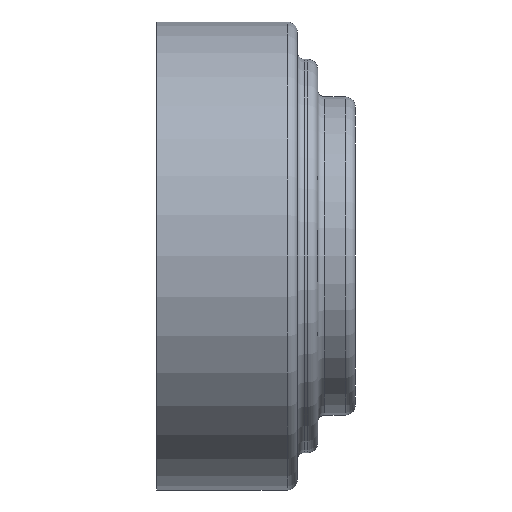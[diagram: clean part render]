
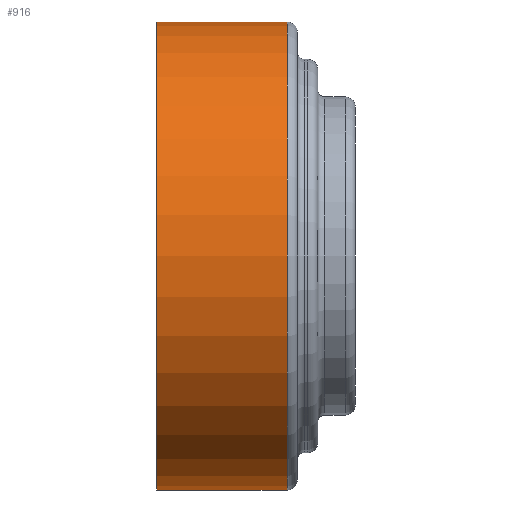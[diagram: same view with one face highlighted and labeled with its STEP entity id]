
A CAD part, front view. The second image highlights one B-rep face of the part: STEP entity #916.
In plain terms, the highlighted cylindrical face has radius 22.95 mm (diameter 45.9 mm), a partial arc.
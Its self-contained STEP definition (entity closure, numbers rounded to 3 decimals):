
#22 = CARTESIAN_POINT ( 'NONE',  ( -35.434, 0., 22.95 ) ) ;
#98 = EDGE_LOOP ( 'NONE', ( #1082, #264, #1278, #430 ) ) ;
#110 = DIRECTION ( 'NONE',  ( -1., 0., 0. ) ) ;
#178 = VECTOR ( 'NONE', #1159, 1000. ) ;
#196 = FACE_OUTER_BOUND ( 'NONE', #98, .T. ) ;
#256 = VERTEX_POINT ( 'NONE', #849 ) ;
#264 = ORIENTED_EDGE ( 'NONE', *, *, #899, .T. ) ;
#275 = AXIS2_PLACEMENT_3D ( 'NONE', #774, #110, #1428 ) ;
#320 = CIRCLE ( 'NONE', #1403, 22.95 ) ;
#430 = ORIENTED_EDGE ( 'NONE', *, *, #1280, .F. ) ;
#467 = EDGE_CURVE ( 'NONE', #574, #571, #826, .T. ) ;
#545 = CIRCLE ( 'NONE', #591, 22.95 ) ;
#571 = VERTEX_POINT ( 'NONE', #617 ) ;
#574 = VERTEX_POINT ( 'NONE', #1133 ) ;
#591 = AXIS2_PLACEMENT_3D ( 'NONE', #1079, #1296, #1075 ) ;
#617 = CARTESIAN_POINT ( 'NONE',  ( -12., 0., 22.95 ) ) ;
#736 = CARTESIAN_POINT ( 'NONE',  ( -12., 0., -22.95 ) ) ;
#774 = CARTESIAN_POINT ( 'NONE',  ( -35.434, 0., 0. ) ) ;
#826 = LINE ( 'NONE', #22, #1049 ) ;
#849 = CARTESIAN_POINT ( 'NONE',  ( 0.8, 0., -22.95 ) ) ;
#882 = CARTESIAN_POINT ( 'NONE',  ( 0.8, 0., 0. ) ) ;
#899 = EDGE_CURVE ( 'NONE', #256, #574, #320, .T. ) ;
#912 = DIRECTION ( 'NONE',  ( -1., 0., 0. ) ) ;
#916 = ADVANCED_FACE ( 'NONE', ( #196 ), #1033, .T. ) ;
#1009 = EDGE_CURVE ( 'NONE', #256, #1025, #1378, .T. ) ;
#1025 = VERTEX_POINT ( 'NONE', #736 ) ;
#1033 = CYLINDRICAL_SURFACE ( 'NONE', #275, 22.95 ) ;
#1049 = VECTOR ( 'NONE', #912, 1000. ) ;
#1075 = DIRECTION ( 'NONE',  ( 0., 0., 1. ) ) ;
#1079 = CARTESIAN_POINT ( 'NONE',  ( -12., 0., 0. ) ) ;
#1082 = ORIENTED_EDGE ( 'NONE', *, *, #1009, .F. ) ;
#1093 = DIRECTION ( 'NONE',  ( 0., 0., 1. ) ) ;
#1131 = CARTESIAN_POINT ( 'NONE',  ( -35.434, 0., -22.95 ) ) ;
#1133 = CARTESIAN_POINT ( 'NONE',  ( 0.8, 0., 22.95 ) ) ;
#1159 = DIRECTION ( 'NONE',  ( -1., 0., 0. ) ) ;
#1278 = ORIENTED_EDGE ( 'NONE', *, *, #467, .T. ) ;
#1280 = EDGE_CURVE ( 'NONE', #1025, #571, #545, .T. ) ;
#1296 = DIRECTION ( 'NONE',  ( -1., 0., 0. ) ) ;
#1317 = DIRECTION ( 'NONE',  ( -1., 0., 0. ) ) ;
#1378 = LINE ( 'NONE', #1131, #178 ) ;
#1403 = AXIS2_PLACEMENT_3D ( 'NONE', #882, #1317, #1093 ) ;
#1428 = DIRECTION ( 'NONE',  ( 0., 0., 1. ) ) ;
